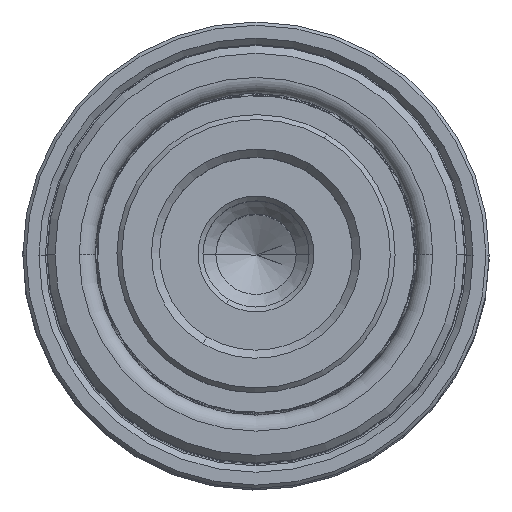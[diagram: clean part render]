
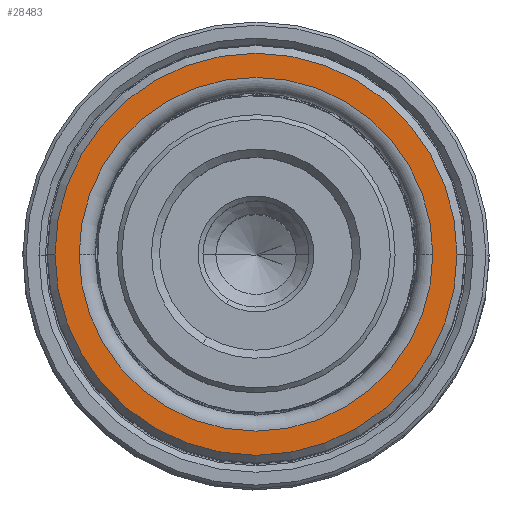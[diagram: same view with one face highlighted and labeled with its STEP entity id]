
A CAD part, top view. The second image highlights one B-rep face of the part: STEP entity #28483.
In plain terms, the highlighted planar face has unit normal (0, 0, 1).
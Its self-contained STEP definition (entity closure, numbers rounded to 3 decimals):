
#393 = AXIS2_PLACEMENT_3D ( 'NONE', #11370, #28991, #13885 ) ;
#606 = VERTEX_POINT ( 'NONE', #17634 ) ;
#820 = CIRCLE ( 'NONE', #393, 11. ) ;
#853 = EDGE_CURVE ( 'NONE', #7510, #21530, #4777, .T. ) ;
#1068 = CARTESIAN_POINT ( 'NONE',  ( 0., 0., 35. ) ) ;
#1447 = AXIS2_PLACEMENT_3D ( 'NONE', #30232, #15109, #19691 ) ;
#2246 = ORIENTED_EDGE ( 'NONE', *, *, #11717, .T. ) ;
#2828 = DIRECTION ( 'NONE',  ( 0., 0., 1. ) ) ;
#4777 = CIRCLE ( 'NONE', #9906, 11. ) ;
#7465 = DIRECTION ( 'NONE',  ( 1., 0., 0. ) ) ;
#7510 = VERTEX_POINT ( 'NONE', #27885 ) ;
#7583 = DIRECTION ( 'NONE',  ( 0., 0., -1. ) ) ;
#7708 = EDGE_LOOP ( 'NONE', ( #2246, #31420 ) ) ;
#7818 = CARTESIAN_POINT ( 'NONE',  ( 0., 0., 35. ) ) ;
#7913 = CARTESIAN_POINT ( 'NONE',  ( -11., 0., 35. ) ) ;
#8374 = ORIENTED_EDGE ( 'NONE', *, *, #29404, .T. ) ;
#8808 = DIRECTION ( 'NONE',  ( 1., 0., 0. ) ) ;
#9906 = AXIS2_PLACEMENT_3D ( 'NONE', #7818, #7583, #7465 ) ;
#11370 = CARTESIAN_POINT ( 'NONE',  ( 0., 0., 35. ) ) ;
#11717 = EDGE_CURVE ( 'NONE', #606, #19491, #21788, .T. ) ;
#13885 = DIRECTION ( 'NONE',  ( 1., 0., 0. ) ) ;
#14686 = FACE_OUTER_BOUND ( 'NONE', #7708, .T. ) ;
#15109 = DIRECTION ( 'NONE',  ( 0., 0., 1. ) ) ;
#15682 = EDGE_LOOP ( 'NONE', ( #18083, #8374 ) ) ;
#15767 = AXIS2_PLACEMENT_3D ( 'NONE', #17971, #2828, #20496 ) ;
#16241 = PLANE ( 'NONE',  #28818 ) ;
#17634 = CARTESIAN_POINT ( 'NONE',  ( -12.5, 0., 35. ) ) ;
#17971 = CARTESIAN_POINT ( 'NONE',  ( 0., 0., 35. ) ) ;
#18083 = ORIENTED_EDGE ( 'NONE', *, *, #853, .T. ) ;
#19491 = VERTEX_POINT ( 'NONE', #25734 ) ;
#19691 = DIRECTION ( 'NONE',  ( 1., 0., 0. ) ) ;
#20496 = DIRECTION ( 'NONE',  ( 1., 0., 0. ) ) ;
#21440 = FACE_BOUND ( 'NONE', #15682, .T. ) ;
#21530 = VERTEX_POINT ( 'NONE', #7913 ) ;
#21788 = CIRCLE ( 'NONE', #15767, 12.5 ) ;
#23875 = DIRECTION ( 'NONE',  ( 0., 0., 1. ) ) ;
#25435 = EDGE_CURVE ( 'NONE', #19491, #606, #25656, .T. ) ;
#25656 = CIRCLE ( 'NONE', #1447, 12.5 ) ;
#25734 = CARTESIAN_POINT ( 'NONE',  ( 12.5, 0., 35. ) ) ;
#27885 = CARTESIAN_POINT ( 'NONE',  ( 11., 0., 35. ) ) ;
#28483 = ADVANCED_FACE ( 'NONE', ( #21440, #14686 ), #16241, .T. ) ;
#28818 = AXIS2_PLACEMENT_3D ( 'NONE', #1068, #23875, #8808 ) ;
#28991 = DIRECTION ( 'NONE',  ( 0., 0., -1. ) ) ;
#29404 = EDGE_CURVE ( 'NONE', #21530, #7510, #820, .T. ) ;
#30232 = CARTESIAN_POINT ( 'NONE',  ( 0., 0., 35. ) ) ;
#31420 = ORIENTED_EDGE ( 'NONE', *, *, #25435, .T. ) ;
